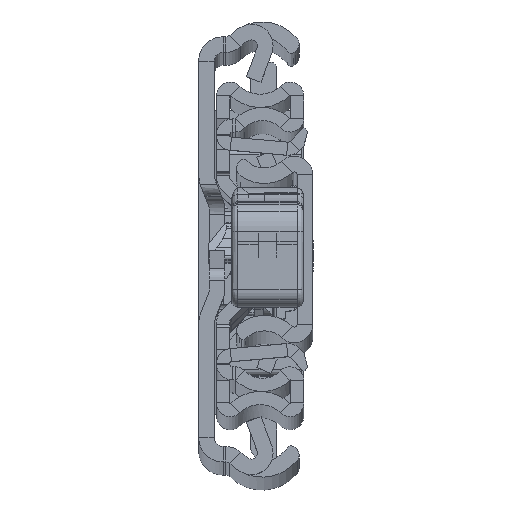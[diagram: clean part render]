
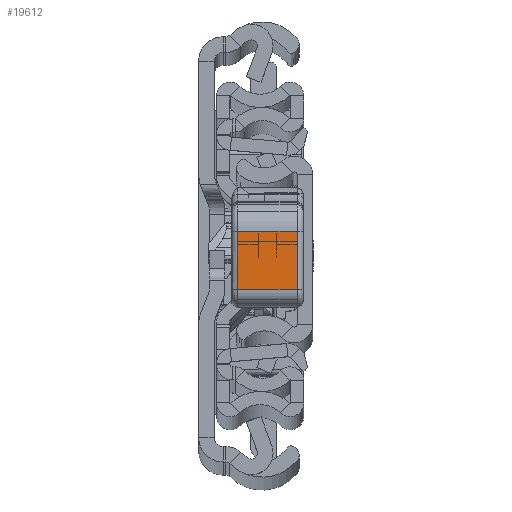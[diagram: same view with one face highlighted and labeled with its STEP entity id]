
A CAD part, top view. The second image highlights one B-rep face of the part: STEP entity #19612.
In plain terms, the highlighted face is planar.
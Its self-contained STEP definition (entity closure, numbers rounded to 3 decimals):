
#2025 = DIRECTION ( 'NONE',  ( -0.027, -1., 0. ) ) ;
#3691 = CARTESIAN_POINT ( 'NONE',  ( 39.818, -2.465, 10. ) ) ;
#4927 = DIRECTION ( 'NONE',  ( -1., 0.027, 0. ) ) ;
#4973 = DIRECTION ( 'NONE',  ( 0.027, 1., 0. ) ) ;
#5405 = CARTESIAN_POINT ( 'NONE',  ( 39.55, -12.274, 11. ) ) ;
#5772 = VERTEX_POINT ( 'NONE', #3691 ) ;
#6857 = EDGE_CURVE ( 'NONE', #8315, #8601, #7986, .T. ) ;
#6904 = EDGE_CURVE ( 'NONE', #14201, #5772, #29469, .T. ) ;
#7770 = VECTOR ( 'NONE', #4973, 1000. ) ;
#7986 = LINE ( 'NONE', #5405, #22301 ) ;
#8315 = VERTEX_POINT ( 'NONE', #23498 ) ;
#8569 = LINE ( 'NONE', #18824, #17540 ) ;
#8601 = VERTEX_POINT ( 'NONE', #20393 ) ;
#9169 = DIRECTION ( 'NONE',  ( 0., 0., 1. ) ) ;
#9500 = LINE ( 'NONE', #28205, #7770 ) ;
#14007 = EDGE_LOOP ( 'NONE', ( #30849, #32984, #22204, #22647 ) ) ;
#14201 = VERTEX_POINT ( 'NONE', #28278 ) ;
#14261 = AXIS2_PLACEMENT_3D ( 'NONE', #28322, #4927, #2025 ) ;
#15829 = DIRECTION ( 'NONE',  ( 0., 0., -1. ) ) ;
#17540 = VECTOR ( 'NONE', #21378, 1000. ) ;
#18824 = CARTESIAN_POINT ( 'NONE',  ( 39.55, -12.274, 10. ) ) ;
#19255 = CARTESIAN_POINT ( 'NONE',  ( 39.818, -2.465, 11. ) ) ;
#19612 = ADVANCED_FACE ( 'NONE', ( #33487 ), #23048, .F. ) ;
#20393 = CARTESIAN_POINT ( 'NONE',  ( 39.55, -12.274, 0. ) ) ;
#20453 = EDGE_CURVE ( 'NONE', #8601, #14201, #9500, .T. ) ;
#21378 = DIRECTION ( 'NONE',  ( -0.027, -1., 0. ) ) ;
#22204 = ORIENTED_EDGE ( 'NONE', *, *, #6904, .T. ) ;
#22301 = VECTOR ( 'NONE', #15829, 1000. ) ;
#22647 = ORIENTED_EDGE ( 'NONE', *, *, #32557, .T. ) ;
#23048 = PLANE ( 'NONE',  #14261 ) ;
#23498 = CARTESIAN_POINT ( 'NONE',  ( 39.55, -12.274, 10. ) ) ;
#24475 = VECTOR ( 'NONE', #9169, 1000. ) ;
#28205 = CARTESIAN_POINT ( 'NONE',  ( 39.55, -12.274, 0. ) ) ;
#28278 = CARTESIAN_POINT ( 'NONE',  ( 39.818, -2.465, 0. ) ) ;
#28322 = CARTESIAN_POINT ( 'NONE',  ( 39.55, -12.274, 11. ) ) ;
#29469 = LINE ( 'NONE', #19255, #24475 ) ;
#30849 = ORIENTED_EDGE ( 'NONE', *, *, #6857, .T. ) ;
#32557 = EDGE_CURVE ( 'NONE', #5772, #8315, #8569, .T. ) ;
#32984 = ORIENTED_EDGE ( 'NONE', *, *, #20453, .T. ) ;
#33487 = FACE_OUTER_BOUND ( 'NONE', #14007, .T. ) ;
